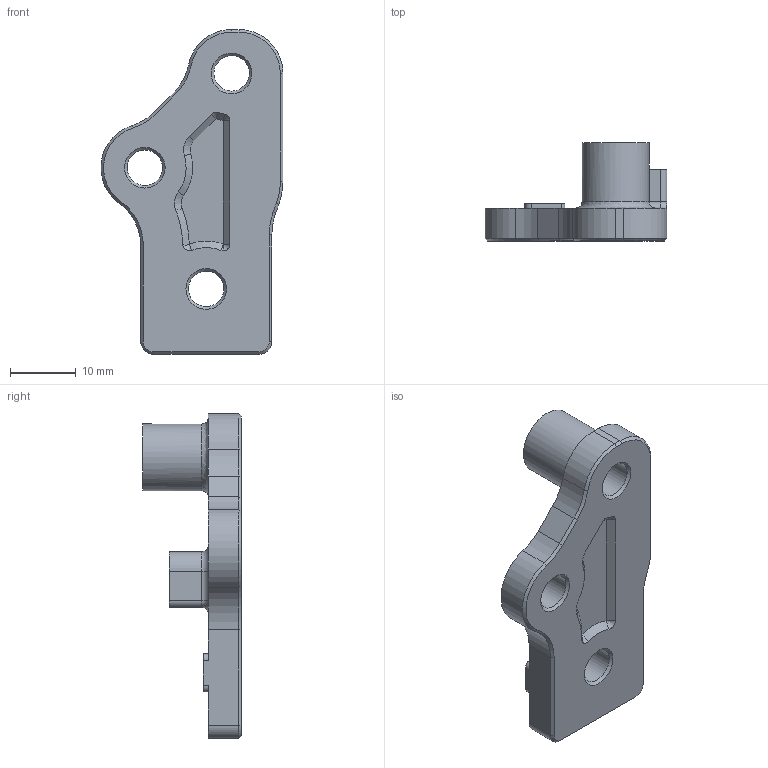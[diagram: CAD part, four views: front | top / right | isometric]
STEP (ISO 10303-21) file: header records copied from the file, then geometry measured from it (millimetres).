
FILE_DESCRIPTION(/* description */ (''),/* implementation_level */ '2;1');
FILE_NAME(/* name */ '2.stp',/* time_stamp */ '2024-08-31T13:19:52-06:00',/* author */ ('PC'),/* organization */ (''),/* preprocessor_version */ 'ST-DEVELOPER v20',/* originating_system */ 'Autodesk Inventor 2025',/* authorisation */ '');
FILE_SCHEMA (('AUTOMOTIVE_DESIGN { 1 0 10303 214 3 1 1 }'));
Length unit declared in the file: millimetre
Products named in the file (2): Ensamblaje1; Pieza1
Assembly tree (1 placements, depth 2):
  Ensamblaje1
    Pieza1
Bounding box: 27.76 x 15 x 49.58 mm (x, y, z)
Volume: 5762.7 mm3; surface area: 3498.3 mm2
Topology: 1 solids, 1 shells, 89 faces, 230 edges, 141 vertices
Faces by surface type: cylinder 31, plane 30, cone 23, torus 4, bspline 1
Full cylindrical faces by diameter (mm): 5.4 x3, 10.2 x1
Entity records: 2966 total; most frequent: CARTESIAN_POINT 574, DIRECTION 500, ORIENTED_EDGE 452, EDGE_CURVE 226, AXIS2_PLACEMENT_3D 188, VERTEX_POINT 141, LINE 124, VECTOR 124
